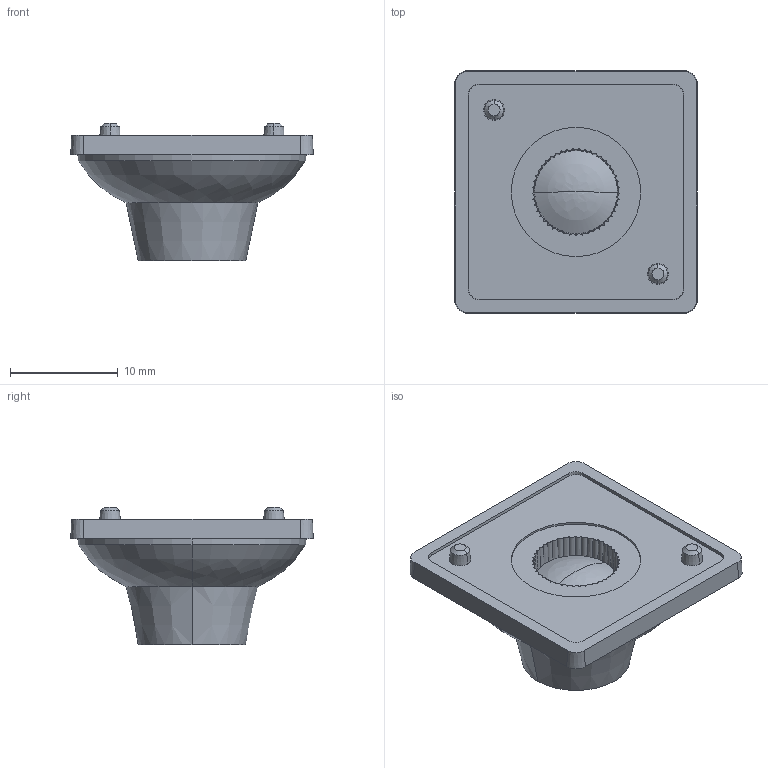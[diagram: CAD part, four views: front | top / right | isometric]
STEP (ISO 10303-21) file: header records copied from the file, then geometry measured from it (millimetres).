
FILE_DESCRIPTION((''),'2;1');
FILE_NAME('180-3D','2025-02-21T',('86134'),(''),'PRO/ENGINEER BY PARAMETRIC TECHNOLOGY CORPORATION, 2015070','PRO/ENGINEER BY PARAMETRIC TECHNOLOGY CORPORATION, 2015070','');
FILE_SCHEMA(('CONFIG_CONTROL_DESIGN'));
Length unit declared in the file: millimetre
Products named in the file (1): 180-3D
Bounding box: 22.5 x 22.5 x 12.73 mm (x, y, z)
Volume: 2252.2 mm3; surface area: 1573.1 mm2
Topology: 1 solids, 1 shells, 87 faces, 233 edges, 150 vertices
Faces by surface type: cone 67, plane 14, revolution 4, cylinder 2
Entity records: 3134 total; most frequent: CARTESIAN_POINT 1050, ORIENTED_EDGE 458, DIRECTION 388, EDGE_CURVE 229, AXIS2_PLACEMENT_3D 168, VERTEX_POINT 150, B_SPLINE_CURVE_WITH_KNOTS 100, EDGE_LOOP 93
